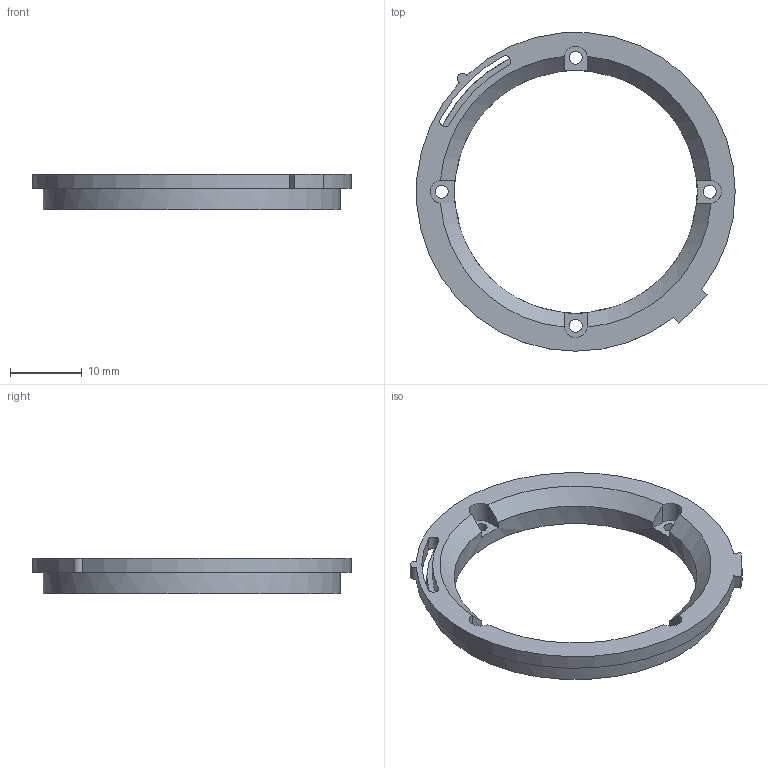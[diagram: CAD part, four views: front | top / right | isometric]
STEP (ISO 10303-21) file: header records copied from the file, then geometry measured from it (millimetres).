
FILE_DESCRIPTION(/* description */ (''),/* implementation_level */ '2;1');
FILE_NAME(/* name */ 'shiftBaseRotator_PENF',/* time_stamp */ '2023-09-29T15:51:36-04:00',/* author */ ('George'),/* organization */ ('Archive 663'),/* preprocessor_version */ 'ST-DEVELOPER v16.7',/* originating_system */ 'Solid Edge',/* authorisation */ 'Unknown');
FILE_SCHEMA (('AUTOMOTIVE_DESIGN {1 0 10303 214 3 1 1}'));
Length unit declared in the file: millimetre
Products named in the file (2): shiftAdapter_PENF; shiftBaseRotator_PENF
Assembly tree (1 placements, depth 2):
  shiftAdapter_PENF
    shiftBaseRotator_PENF
Bounding box: 44.53 x 44.53 x 5 mm (x, y, z)
Volume: 2301 mm3; surface area: 2544 mm2
Topology: 1 solids, 1 shells, 40 faces, 112 edges, 74 vertices
Faces by surface type: cylinder 18, plane 18, cone 4
Full cylindrical faces by diameter (mm): 1.8 x4, 34 x1, 41.6 x1
Entity records: 1351 total; most frequent: CARTESIAN_POINT 266, DIRECTION 222, ORIENTED_EDGE 208, EDGE_CURVE 104, AXIS2_PLACEMENT_3D 92, VERTEX_POINT 72, EDGE_LOOP 58, FACE_BOUND 58
